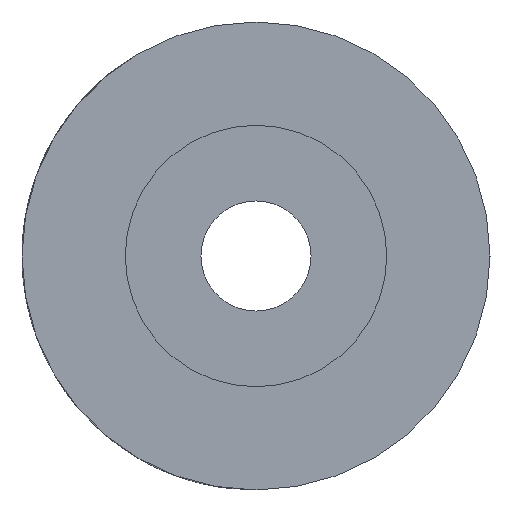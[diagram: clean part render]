
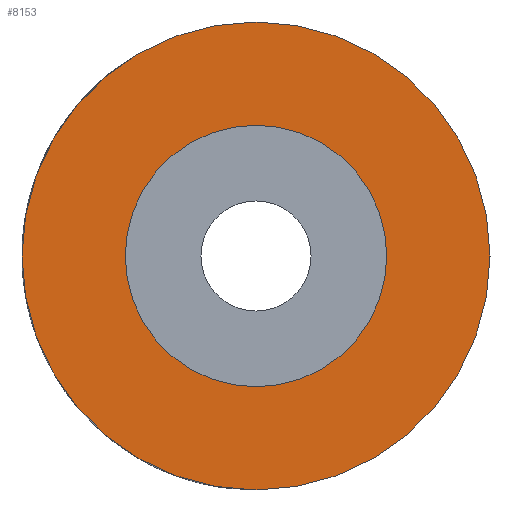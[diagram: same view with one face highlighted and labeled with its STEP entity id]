
A CAD part, left-side view. The second image highlights one B-rep face of the part: STEP entity #8153.
In plain terms, the highlighted planar face has unit normal (-1, 0, 0).
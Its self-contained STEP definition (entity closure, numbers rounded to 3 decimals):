
#87 = ORIENTED_EDGE ( 'NONE', *, *, #396, .F. ) ;
#197 = ORIENTED_EDGE ( 'NONE', *, *, #3162, .F. ) ;
#368 = DIRECTION ( 'NONE',  ( 1., 0., 0. ) ) ;
#396 = EDGE_CURVE ( 'NONE', #778, #6068, #6625, .T. ) ;
#489 = CARTESIAN_POINT ( 'NONE',  ( 0., 0., -8.5 ) ) ;
#501 = FACE_OUTER_BOUND ( 'NONE', #731, .T. ) ;
#717 = AXIS2_PLACEMENT_3D ( 'NONE', #1392, #7022, #4256 ) ;
#731 = EDGE_LOOP ( 'NONE', ( #5860, #4407 ) ) ;
#778 = VERTEX_POINT ( 'NONE', #6007 ) ;
#878 = EDGE_LOOP ( 'NONE', ( #197, #87 ) ) ;
#1027 = CIRCLE ( 'NONE', #717, 8.5 ) ;
#1358 = EDGE_CURVE ( 'NONE', #5726, #6165, #1027, .T. ) ;
#1392 = CARTESIAN_POINT ( 'NONE',  ( 0., 0., 0. ) ) ;
#1857 = CARTESIAN_POINT ( 'NONE',  ( 0., 0., 0. ) ) ;
#1906 = CIRCLE ( 'NONE', #7797, 4.75 ) ;
#1923 = FACE_BOUND ( 'NONE', #878, .T. ) ;
#2276 = CARTESIAN_POINT ( 'NONE',  ( 0., 0., 0. ) ) ;
#2550 = CARTESIAN_POINT ( 'NONE',  ( 0., 0., 4.75 ) ) ;
#2617 = PLANE ( 'NONE',  #6665 ) ;
#2801 = CIRCLE ( 'NONE', #3993, 8.5 ) ;
#3162 = EDGE_CURVE ( 'NONE', #6068, #778, #1906, .T. ) ;
#3225 = DIRECTION ( 'NONE',  ( 0., 0., -1. ) ) ;
#3631 = DIRECTION ( 'NONE',  ( 0., 0., -1. ) ) ;
#3993 = AXIS2_PLACEMENT_3D ( 'NONE', #2276, #7906, #8653 ) ;
#4256 = DIRECTION ( 'NONE',  ( 0., 0., 1. ) ) ;
#4407 = ORIENTED_EDGE ( 'NONE', *, *, #1358, .T. ) ;
#4676 = DIRECTION ( 'NONE',  ( 0., 0., -1. ) ) ;
#5408 = DIRECTION ( 'NONE',  ( -1., 0., 0. ) ) ;
#5429 = CARTESIAN_POINT ( 'NONE',  ( 0., 0., 0. ) ) ;
#5726 = VERTEX_POINT ( 'NONE', #489 ) ;
#5860 = ORIENTED_EDGE ( 'NONE', *, *, #7489, .T. ) ;
#5891 = DIRECTION ( 'NONE',  ( -1., 0., 0. ) ) ;
#6007 = CARTESIAN_POINT ( 'NONE',  ( 0., 0., -4.75 ) ) ;
#6068 = VERTEX_POINT ( 'NONE', #2550 ) ;
#6165 = VERTEX_POINT ( 'NONE', #6716 ) ;
#6543 = CARTESIAN_POINT ( 'NONE',  ( 0., 0., 0. ) ) ;
#6625 = CIRCLE ( 'NONE', #7780, 4.75 ) ;
#6665 = AXIS2_PLACEMENT_3D ( 'NONE', #5429, #368, #3225 ) ;
#6716 = CARTESIAN_POINT ( 'NONE',  ( 0., 0., 8.5 ) ) ;
#7022 = DIRECTION ( 'NONE',  ( -1., 0., 0. ) ) ;
#7489 = EDGE_CURVE ( 'NONE', #6165, #5726, #2801, .T. ) ;
#7780 = AXIS2_PLACEMENT_3D ( 'NONE', #1857, #5408, #4676 ) ;
#7797 = AXIS2_PLACEMENT_3D ( 'NONE', #6543, #5891, #3631 ) ;
#7906 = DIRECTION ( 'NONE',  ( -1., 0., 0. ) ) ;
#8153 = ADVANCED_FACE ( 'NONE', ( #1923, #501 ), #2617, .F. ) ;
#8653 = DIRECTION ( 'NONE',  ( 0., 0., 1. ) ) ;
